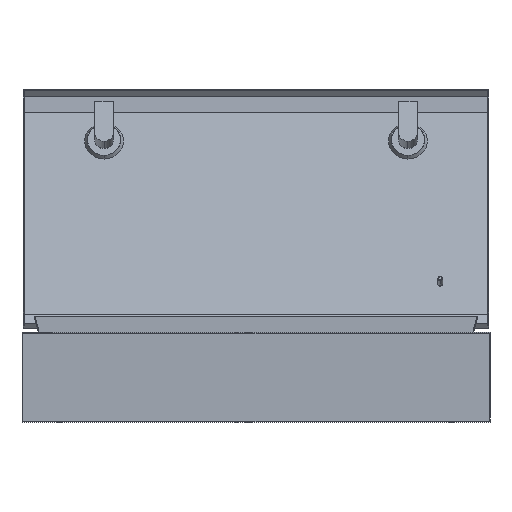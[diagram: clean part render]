
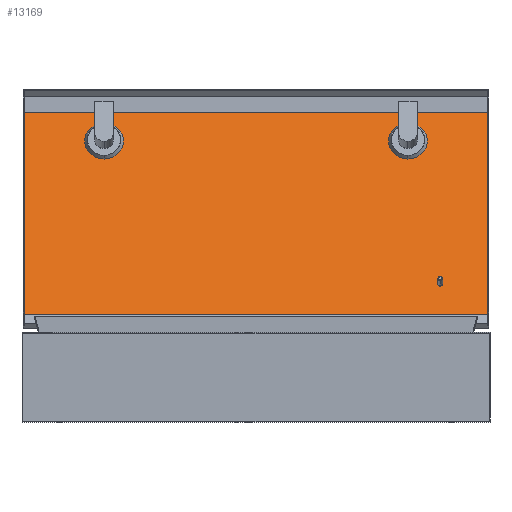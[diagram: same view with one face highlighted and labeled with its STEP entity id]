
A CAD part, left-side view. The second image highlights one B-rep face of the part: STEP entity #13169.
In plain terms, the highlighted face is planar.
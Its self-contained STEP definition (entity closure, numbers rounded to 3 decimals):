
#134 = FACE_OUTER_BOUND ( 'NONE', #22867, .T. ) ;
#701 = EDGE_CURVE ( 'NONE', #5032, #5946, #11194, .T. ) ;
#1125 = CARTESIAN_POINT ( 'NONE',  ( 0., 287., -1. ) ) ;
#1315 = CARTESIAN_POINT ( 'NONE',  ( 0., 0., -1. ) ) ;
#1720 = DIRECTION ( 'NONE',  ( 0., 0., 1. ) ) ;
#2019 = DIRECTION ( 'NONE',  ( 1., 0., 0. ) ) ;
#2046 = AXIS2_PLACEMENT_3D ( 'NONE', #16106, #18090, #9170 ) ;
#2466 = AXIS2_PLACEMENT_3D ( 'NONE', #9301, #3236, #22237 ) ;
#2575 = LINE ( 'NONE', #4608, #12560 ) ;
#2636 = VERTEX_POINT ( 'NONE', #3379 ) ;
#3190 = DIRECTION ( 'NONE',  ( 0., -1., 0. ) ) ;
#3236 = DIRECTION ( 'NONE',  ( 0., 0., -1. ) ) ;
#3355 = VECTOR ( 'NONE', #4336, 1000. ) ;
#3379 = CARTESIAN_POINT ( 'NONE',  ( -132.867, -287., -1. ) ) ;
#3532 = AXIS2_PLACEMENT_3D ( 'NONE', #15454, #18685, #21891 ) ;
#3731 = ORIENTED_EDGE ( 'NONE', *, *, #701, .F. ) ;
#3747 = ORIENTED_EDGE ( 'NONE', *, *, #23138, .T. ) ;
#4051 = CARTESIAN_POINT ( 'NONE',  ( -118.826, -188., -1. ) ) ;
#4336 = DIRECTION ( 'NONE',  ( -1., 0., 0. ) ) ;
#4442 = AXIS2_PLACEMENT_3D ( 'NONE', #6683, #9932, #23252 ) ;
#4532 = ORIENTED_EDGE ( 'NONE', *, *, #20709, .T. ) ;
#4608 = CARTESIAN_POINT ( 'NONE',  ( 0., -287., -1. ) ) ;
#5032 = VERTEX_POINT ( 'NONE', #11517 ) ;
#5946 = VERTEX_POINT ( 'NONE', #9991 ) ;
#6001 = VECTOR ( 'NONE', #18028, 1000. ) ;
#6175 = FACE_BOUND ( 'NONE', #14816, .T. ) ;
#6362 = LINE ( 'NONE', #1125, #3355 ) ;
#6530 = CARTESIAN_POINT ( 'NONE',  ( -95., 188., -1. ) ) ;
#6580 = ORIENTED_EDGE ( 'NONE', *, *, #22870, .F. ) ;
#6683 = CARTESIAN_POINT ( 'NONE',  ( 93., -228., -1. ) ) ;
#7368 = ORIENTED_EDGE ( 'NONE', *, *, #10876, .F. ) ;
#8137 = EDGE_LOOP ( 'NONE', ( #3747, #4532 ) ) ;
#8959 = AXIS2_PLACEMENT_3D ( 'NONE', #1315, #1720, #15948 ) ;
#9021 = ORIENTED_EDGE ( 'NONE', *, *, #22202, .F. ) ;
#9114 = CARTESIAN_POINT ( 'NONE',  ( -95., -188., -1. ) ) ;
#9170 = DIRECTION ( 'NONE',  ( 1., 0., 0. ) ) ;
#9301 = CARTESIAN_POINT ( 'NONE',  ( 93., -228., -1. ) ) ;
#9433 = CARTESIAN_POINT ( 'NONE',  ( -132.867, 287., -1. ) ) ;
#9746 = VECTOR ( 'NONE', #3190, 1000. ) ;
#9932 = DIRECTION ( 'NONE',  ( 0., 0., -1. ) ) ;
#9962 = VERTEX_POINT ( 'NONE', #9433 ) ;
#9991 = CARTESIAN_POINT ( 'NONE',  ( 96., -228., -1. ) ) ;
#10271 = CARTESIAN_POINT ( 'NONE',  ( 132.867, 287., -1. ) ) ;
#10876 = EDGE_CURVE ( 'NONE', #2636, #15812, #2575, .T. ) ;
#10910 = VERTEX_POINT ( 'NONE', #10271 ) ;
#11113 = CIRCLE ( 'NONE', #2046, 23.826 ) ;
#11194 = CIRCLE ( 'NONE', #2466, 3. ) ;
#11517 = CARTESIAN_POINT ( 'NONE',  ( 90., -228., -1. ) ) ;
#11590 = LINE ( 'NONE', #20457, #6001 ) ;
#12203 = ORIENTED_EDGE ( 'NONE', *, *, #16485, .F. ) ;
#12537 = CIRCLE ( 'NONE', #3532, 23.826 ) ;
#12560 = VECTOR ( 'NONE', #17590, 1000. ) ;
#12994 = DIRECTION ( 'NONE',  ( 0., 0., -1. ) ) ;
#13169 = ADVANCED_FACE ( 'NONE', ( #134, #18339, #14260, #6175 ), #16334, .F. ) ;
#13432 = EDGE_CURVE ( 'NONE', #17357, #20157, #11113, .T. ) ;
#13569 = DIRECTION ( 'NONE',  ( 1., 0., 0. ) ) ;
#14112 = CARTESIAN_POINT ( 'NONE',  ( -132.867, 0., -1. ) ) ;
#14260 = FACE_BOUND ( 'NONE', #8137, .T. ) ;
#14816 = EDGE_LOOP ( 'NONE', ( #9021, #3731 ) ) ;
#15009 = ORIENTED_EDGE ( 'NONE', *, *, #13432, .F. ) ;
#15195 = EDGE_CURVE ( 'NONE', #9962, #2636, #21453, .T. ) ;
#15454 = CARTESIAN_POINT ( 'NONE',  ( -95., -188., -1. ) ) ;
#15568 = AXIS2_PLACEMENT_3D ( 'NONE', #9114, #24485, #13569 ) ;
#15812 = VERTEX_POINT ( 'NONE', #21802 ) ;
#15948 = DIRECTION ( 'NONE',  ( 1., 0., 0. ) ) ;
#16106 = CARTESIAN_POINT ( 'NONE',  ( -95., 188., -1. ) ) ;
#16333 = CIRCLE ( 'NONE', #18944, 23.826 ) ;
#16334 = PLANE ( 'NONE',  #8959 ) ;
#16485 = EDGE_CURVE ( 'NONE', #10910, #9962, #6362, .T. ) ;
#16525 = CARTESIAN_POINT ( 'NONE',  ( -71.174, -188., -1. ) ) ;
#17357 = VERTEX_POINT ( 'NONE', #18689 ) ;
#17397 = EDGE_CURVE ( 'NONE', #20157, #17357, #16333, .T. ) ;
#17590 = DIRECTION ( 'NONE',  ( 1., 0., 0. ) ) ;
#18028 = DIRECTION ( 'NONE',  ( 0., 1., 0. ) ) ;
#18090 = DIRECTION ( 'NONE',  ( 0., 0., -1. ) ) ;
#18339 = FACE_BOUND ( 'NONE', #23973, .T. ) ;
#18489 = CIRCLE ( 'NONE', #15568, 23.826 ) ;
#18685 = DIRECTION ( 'NONE',  ( 0., 0., 1. ) ) ;
#18689 = CARTESIAN_POINT ( 'NONE',  ( -118.826, 188., -1. ) ) ;
#18944 = AXIS2_PLACEMENT_3D ( 'NONE', #6530, #12994, #2019 ) ;
#19802 = CIRCLE ( 'NONE', #4442, 3. ) ;
#20157 = VERTEX_POINT ( 'NONE', #20386 ) ;
#20386 = CARTESIAN_POINT ( 'NONE',  ( -71.174, 188., -1. ) ) ;
#20457 = CARTESIAN_POINT ( 'NONE',  ( 132.867, 0., -1. ) ) ;
#20709 = EDGE_CURVE ( 'NONE', #22584, #22971, #18489, .T. ) ;
#21453 = LINE ( 'NONE', #14112, #9746 ) ;
#21802 = CARTESIAN_POINT ( 'NONE',  ( 132.867, -287., -1. ) ) ;
#21891 = DIRECTION ( 'NONE',  ( 1., 0., 0. ) ) ;
#22202 = EDGE_CURVE ( 'NONE', #5946, #5032, #19802, .T. ) ;
#22237 = DIRECTION ( 'NONE',  ( 1., 0., 0. ) ) ;
#22299 = ORIENTED_EDGE ( 'NONE', *, *, #15195, .F. ) ;
#22584 = VERTEX_POINT ( 'NONE', #4051 ) ;
#22867 = EDGE_LOOP ( 'NONE', ( #7368, #22299, #12203, #6580 ) ) ;
#22870 = EDGE_CURVE ( 'NONE', #15812, #10910, #11590, .T. ) ;
#22971 = VERTEX_POINT ( 'NONE', #16525 ) ;
#23138 = EDGE_CURVE ( 'NONE', #22971, #22584, #12537, .T. ) ;
#23252 = DIRECTION ( 'NONE',  ( 1., 0., 0. ) ) ;
#23973 = EDGE_LOOP ( 'NONE', ( #24734, #15009 ) ) ;
#24485 = DIRECTION ( 'NONE',  ( 0., 0., 1. ) ) ;
#24734 = ORIENTED_EDGE ( 'NONE', *, *, #17397, .F. ) ;
